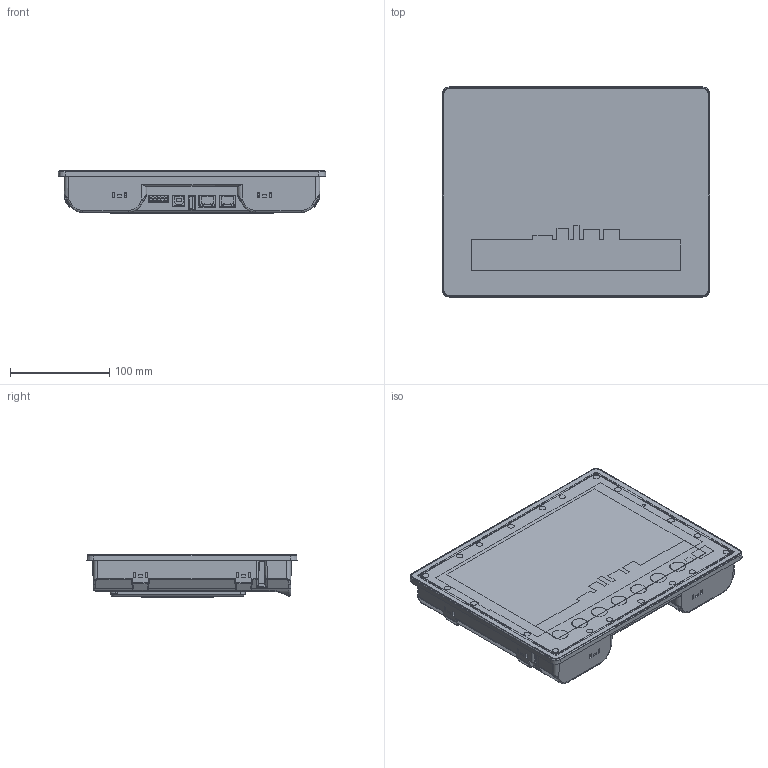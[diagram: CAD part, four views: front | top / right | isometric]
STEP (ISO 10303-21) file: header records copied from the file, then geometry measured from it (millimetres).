
FILE_DESCRIPTION (( 'STEP AP214' ), '1' );
FILE_NAME ('22ST-10.STEP', '2021-04-26T04:50:25', ( '' ), ( '' ), 'SwSTEP 2.0', 'SolidWorks 2020', '' );
FILE_SCHEMA (( 'AUTOMOTIVE_DESIGN' ));
Length unit declared in the file: millimetre
Products named in the file (4): BODY; RC; TB; 22ST-10
Assembly tree (3 placements, depth 2):
  22ST-10
    RC
    TB
    BODY
Bounding box: 270.1 x 212.1 x 43.75 mm (x, y, z)
Volume: 1319832.3 mm3; surface area: 420203.2 mm2
Topology: 3 solids, 65 shells, 4376 faces, 12812 edges, 8704 vertices
Faces by surface type: plane 2742, cylinder 855, cone 365, bspline 289, torus 97, sphere 28
Entity records: 165349 total; most frequent: CARTESIAN_POINT 53481, ORIENTED_EDGE 25588, DIRECTION 20015, EDGE_CURVE 12794, VERTEX_POINT 8701, LINE 7537, VECTOR 7537, AXIS2_PLACEMENT_3D 6239
